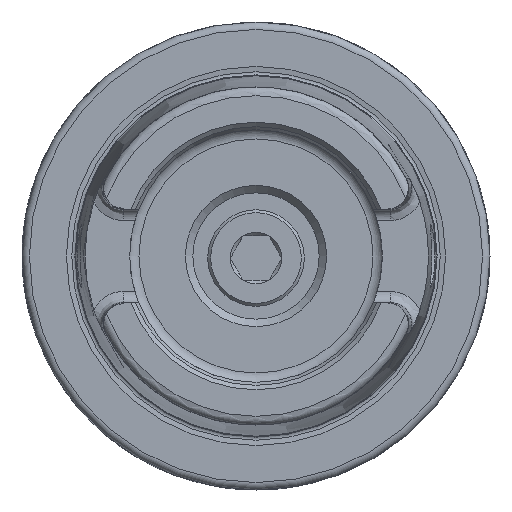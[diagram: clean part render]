
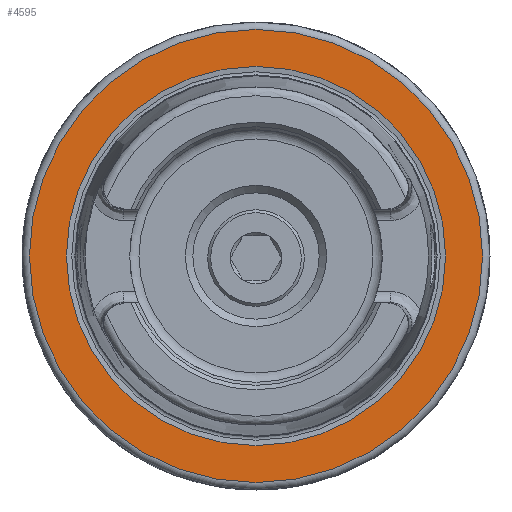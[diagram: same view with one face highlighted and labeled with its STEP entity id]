
A CAD part, left-side view. The second image highlights one B-rep face of the part: STEP entity #4595.
In plain terms, the highlighted planar face has unit normal (-1, 0, 0).
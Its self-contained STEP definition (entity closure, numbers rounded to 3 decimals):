
#142=FACE_BOUND('',#832,.T.);
#271=PLANE('',#5072);
#537=FACE_OUTER_BOUND('',#831,.T.);
#831=EDGE_LOOP('',(#4231));
#832=EDGE_LOOP('',(#4232));
#1029=CIRCLE('',#5071,25.521);
#1030=CIRCLE('',#5073,30.5);
#2172=VERTEX_POINT('',#13488);
#2173=VERTEX_POINT('',#13492);
#2859=EDGE_CURVE('',#2172,#2172,#1029,.T.);
#2860=EDGE_CURVE('',#2173,#2173,#1030,.T.);
#4231=ORIENTED_EDGE('',*,*,#2860,.F.);
#4232=ORIENTED_EDGE('',*,*,#2859,.T.);
#4595=ADVANCED_FACE('',(#537,#142),#271,.T.);
#5071=AXIS2_PLACEMENT_3D('',#13490,#6214,#6215);
#5072=AXIS2_PLACEMENT_3D('',#13491,#6216,#6217);
#5073=AXIS2_PLACEMENT_3D('',#13493,#6218,#6219);
#6214=DIRECTION('center_axis',(1.,0.,0.));
#6215=DIRECTION('ref_axis',(0.,0.,-1.));
#6216=DIRECTION('center_axis',(-1.,0.,0.));
#6217=DIRECTION('ref_axis',(0.,0.,1.));
#6218=DIRECTION('center_axis',(1.,0.,0.));
#6219=DIRECTION('ref_axis',(0.,0.,-1.));
#13488=CARTESIAN_POINT('',(0.,-25.521,0.));
#13490=CARTESIAN_POINT('Origin',(0.,0.,
0.));
#13491=CARTESIAN_POINT('Origin',(0.,30.5,0.));
#13492=CARTESIAN_POINT('',(0.,0.,
30.5));
#13493=CARTESIAN_POINT('Origin',(0.,0.,
0.));
